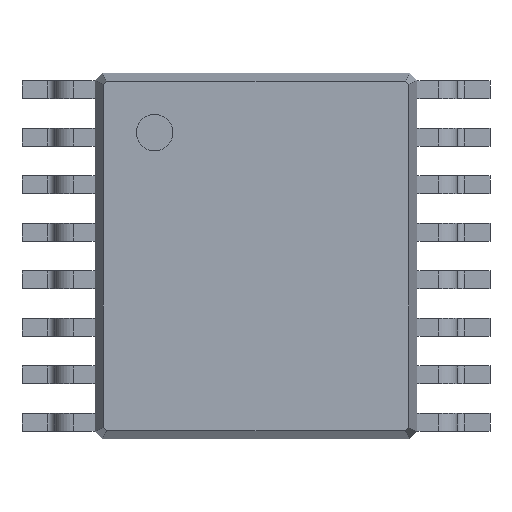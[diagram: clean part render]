
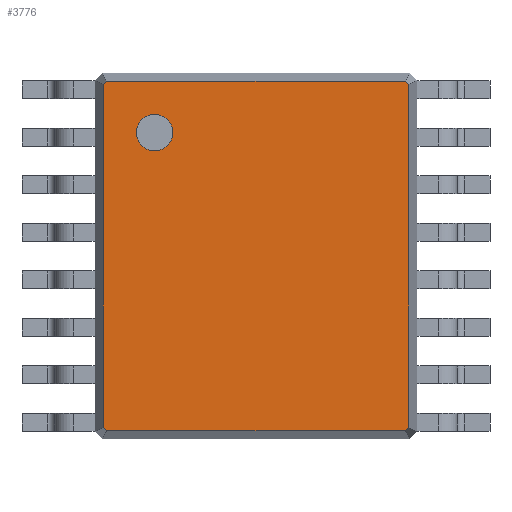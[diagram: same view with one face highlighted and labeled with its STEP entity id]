
A CAD part, top view. The second image highlights one B-rep face of the part: STEP entity #3776.
In plain terms, the highlighted planar face has unit normal (0, 0, 1).
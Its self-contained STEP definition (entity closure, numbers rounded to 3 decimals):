
#27=VECTOR('',#28,1.);
#28=DIRECTION('',(1.,0.,0.));
#52=VECTOR('',#53,1.);
#53=DIRECTION('',(0.707,0.707,0.));
#59=VECTOR('',#60,1.);
#60=DIRECTION('',(0.,1.,0.));
#66=VECTOR('',#67,1.);
#67=DIRECTION('',(-0.707,0.707,0.));
#73=VECTOR('',#74,1.);
#74=DIRECTION('',(-1.,0.,0.));
#80=VECTOR('',#81,1.);
#81=DIRECTION('',(-0.707,-0.707,0.));
#87=VECTOR('',#88,1.);
#88=DIRECTION('',(0.,-1.,0.));
#92=VECTOR('',#93,1.);
#93=DIRECTION('',(0.707,-0.707,0.));
#494=DIRECTION('',(0.,0.,-1.));
#1293=VERTEX_POINT('',#1294);
#1294=CARTESIAN_POINT('',(-2.087,2.342,1.2));
#1297=EDGE_CURVE('',#1298,#1293,#1300,.T.);
#1298=VERTEX_POINT('',#1299);
#1299=CARTESIAN_POINT('',(-2.087,-2.342,1.2));
#1300=LINE('',#1299,#59);
#1311=VERTEX_POINT('',#1312);
#1312=CARTESIAN_POINT('',(-2.042,2.387,1.2));
#1315=EDGE_CURVE('',#1293,#1311,#1316,.T.);
#1316=LINE('',#1294,#52);
#1325=VERTEX_POINT('',#1326);
#1326=CARTESIAN_POINT('',(2.042,2.387,1.2));
#1329=EDGE_CURVE('',#1311,#1325,#1330,.T.);
#1330=LINE('',#1312,#27);
#1339=VERTEX_POINT('',#1340);
#1340=CARTESIAN_POINT('',(2.087,2.342,1.2));
#1343=EDGE_CURVE('',#1325,#1339,#1344,.T.);
#1344=LINE('',#1326,#92);
#1417=VERTEX_POINT('',#1418);
#1418=CARTESIAN_POINT('',(2.087,-2.342,1.2));
#1421=EDGE_CURVE('',#1339,#1417,#1422,.T.);
#1422=LINE('',#1340,#87);
#3776=ADVANCED_FACE('',(#3777,#3797),#3807,.F.);
#3777=FACE_BOUND('',#3778,.F.);
#3778=EDGE_LOOP('',(#3779,#3780,#3781,#3782,#3787,#3792,#3795,#3796));
#3779=ORIENTED_EDGE('',*,*,#1329,.T.);
#3780=ORIENTED_EDGE('',*,*,#1343,.T.);
#3781=ORIENTED_EDGE('',*,*,#1421,.T.);
#3782=ORIENTED_EDGE('',*,*,#3783,.T.);
#3783=EDGE_CURVE('',#1417,#3784,#3786,.T.);
#3784=VERTEX_POINT('',#3785);
#3785=CARTESIAN_POINT('',(2.042,-2.387,1.2));
#3786=LINE('',#1418,#80);
#3787=ORIENTED_EDGE('',*,*,#3788,.T.);
#3788=EDGE_CURVE('',#3784,#3789,#3791,.T.);
#3789=VERTEX_POINT('',#3790);
#3790=CARTESIAN_POINT('',(-2.042,-2.387,1.2));
#3791=LINE('',#3785,#73);
#3792=ORIENTED_EDGE('',*,*,#3793,.T.);
#3793=EDGE_CURVE('',#3789,#1298,#3794,.T.);
#3794=LINE('',#3790,#66);
#3795=ORIENTED_EDGE('',*,*,#1297,.T.);
#3796=ORIENTED_EDGE('',*,*,#1315,.T.);
#3797=FACE_BOUND('',#3798,.F.);
#3798=EDGE_LOOP('',(#3799));
#3799=ORIENTED_EDGE('',*,*,#3800,.F.);
#3800=EDGE_CURVE('',#3801,#3801,#3803,.T.);
#3801=VERTEX_POINT('',#3802);
#3802=CARTESIAN_POINT('',(-1.387,1.437,1.2));
#3803=CIRCLE('',#3804,0.25);
#3804=AXIS2_PLACEMENT_3D('',#3805,#3806,#88);
#3805=CARTESIAN_POINT('',(-1.387,1.687,1.2));
#3806=DIRECTION('',(0.,-0.,-1.));
#3807=PLANE('',#3808);
#3808=AXIS2_PLACEMENT_3D('',#1312,#494,#3809);
#3809=DIRECTION('',(0.65,-0.76,0.));
